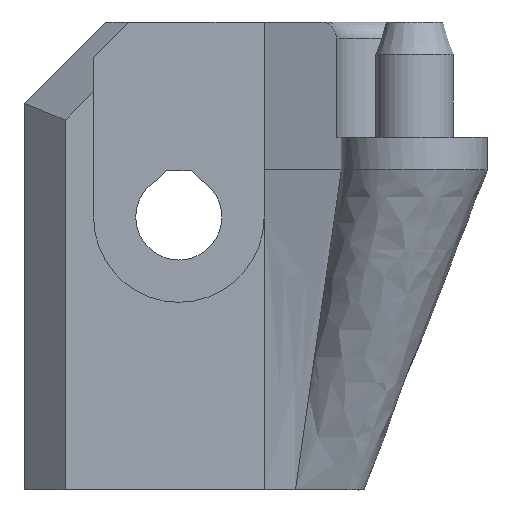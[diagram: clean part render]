
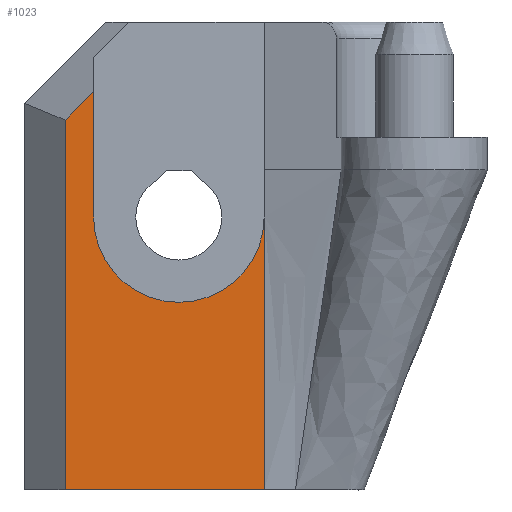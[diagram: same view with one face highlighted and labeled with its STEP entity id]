
A CAD part, left-side view. The second image highlights one B-rep face of the part: STEP entity #1023.
In plain terms, the highlighted planar face has unit normal (-1, 0, 0).
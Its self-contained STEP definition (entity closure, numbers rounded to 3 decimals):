
#67=PLANE('',#1115);
#118=FACE_OUTER_BOUND('',#181,.T.);
#181=EDGE_LOOP('',(#866,#867,#868,#869,#870,#871));
#251=LINE('',#1786,#356);
#278=LINE('',#1842,#383);
#284=LINE('',#1851,#389);
#285=LINE('',#1854,#390);
#288=LINE('',#1860,#393);
#356=VECTOR('',#1275,10.);
#383=VECTOR('',#1318,10.);
#389=VECTOR('',#1326,10.);
#390=VECTOR('',#1329,10.);
#393=VECTOR('',#1334,10.);
#435=CIRCLE('',#1116,5.25);
#498=VERTEX_POINT('',#1783);
#499=VERTEX_POINT('',#1785);
#519=VERTEX_POINT('',#1840);
#520=VERTEX_POINT('',#1841);
#523=VERTEX_POINT('',#1853);
#525=VERTEX_POINT('',#1859);
#614=EDGE_CURVE('',#498,#499,#251,.T.);
#642=EDGE_CURVE('',#519,#520,#278,.T.);
#648=EDGE_CURVE('',#499,#519,#284,.T.);
#649=EDGE_CURVE('',#523,#520,#285,.T.);
#652=EDGE_CURVE('',#498,#525,#288,.T.);
#653=EDGE_CURVE('',#525,#523,#435,.T.);
#866=ORIENTED_EDGE('',*,*,#642,.F.);
#867=ORIENTED_EDGE('',*,*,#648,.F.);
#868=ORIENTED_EDGE('',*,*,#614,.F.);
#869=ORIENTED_EDGE('',*,*,#652,.T.);
#870=ORIENTED_EDGE('',*,*,#653,.T.);
#871=ORIENTED_EDGE('',*,*,#649,.T.);
#1023=ADVANCED_FACE('',(#118),#67,.T.);
#1115=AXIS2_PLACEMENT_3D('',#1858,#1332,#1333);
#1116=AXIS2_PLACEMENT_3D('',#1861,#1335,#1336);
#1275=DIRECTION('',(0.,1.,0.));
#1318=DIRECTION('',(0.,-0.707,0.707));
#1326=DIRECTION('',(0.,0.,1.));
#1329=DIRECTION('',(0.,0.,1.));
#1332=DIRECTION('center_axis',(-1.,0.,0.));
#1333=DIRECTION('ref_axis',(0.,1.,0.));
#1334=DIRECTION('',(0.,0.,1.));
#1335=DIRECTION('center_axis',(1.,0.,0.));
#1336=DIRECTION('ref_axis',(0.,-1.,0.));
#1783=CARTESIAN_POINT('',(1.5,9.25,-21.8));
#1785=CARTESIAN_POINT('',(1.5,21.5,-21.8));
#1786=CARTESIAN_POINT('',(1.5,24.,-21.8));
#1840=CARTESIAN_POINT('',(1.5,21.5,0.964));
#1841=CARTESIAN_POINT('',(1.5,19.75,2.714));
#1842=CARTESIAN_POINT('',(1.5,17.795,4.67));
#1851=CARTESIAN_POINT('',(1.5,21.5,0.));
#1853=CARTESIAN_POINT('',(1.5,19.75,-5.));
#1854=CARTESIAN_POINT('',(1.5,19.75,3.5));
#1858=CARTESIAN_POINT('Origin',(1.5,9.25,0.));
#1859=CARTESIAN_POINT('',(1.5,9.25,-5.));
#1860=CARTESIAN_POINT('',(1.5,9.25,0.));
#1861=CARTESIAN_POINT('Origin',(1.5,14.5,-5.));
